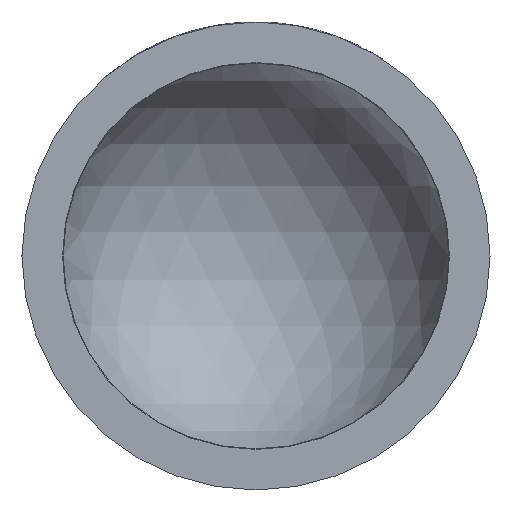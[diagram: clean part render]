
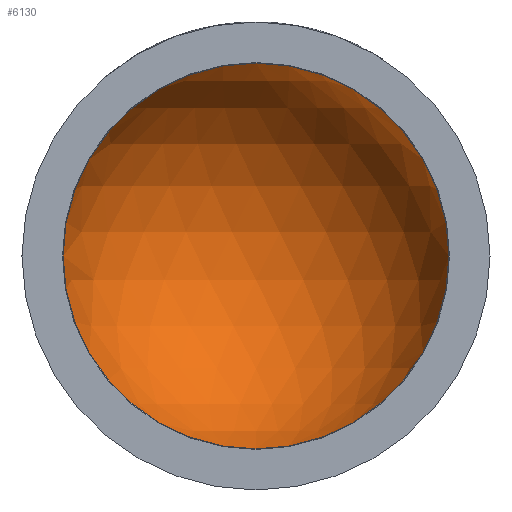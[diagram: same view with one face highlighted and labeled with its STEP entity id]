
A CAD part, left-side view. The second image highlights one B-rep face of the part: STEP entity #6130.
In plain terms, the highlighted spherical face has radius 8.078 mm.
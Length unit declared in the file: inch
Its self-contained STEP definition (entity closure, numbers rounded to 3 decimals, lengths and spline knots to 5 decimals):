
#13=SPHERICAL_SURFACE('',#6469,0.31803);
#728=FACE_OUTER_BOUND('',#1106,.T.);
#1106=EDGE_LOOP('',(#5715));
#1244=CIRCLE('',#6468,0.3091);
#2998=VERTEX_POINT('',#13705);
#3905=EDGE_CURVE('',#2998,#2998,#1244,.T.);
#5715=ORIENTED_EDGE('',*,*,#3905,.F.);
#6130=ADVANCED_FACE('',(#728),#13,.F.);
#6468=AXIS2_PLACEMENT_3D('',#13706,#7544,#7545);
#6469=AXIS2_PLACEMENT_3D('',#13707,#7546,#7547);
#7544=DIRECTION('center_axis',(1.,0.,0.));
#7545=DIRECTION('ref_axis',(0.,-1.,0.));
#7546=DIRECTION('center_axis',(0.,0.,1.));
#7547=DIRECTION('ref_axis',(1.,0.,0.));
#13705=CARTESIAN_POINT('',(0.00382,0.3091,0.));
#13706=CARTESIAN_POINT('Origin',(0.00382,0.,
0.));
#13707=CARTESIAN_POINT('Origin',(-0.07103,0.,0.));
